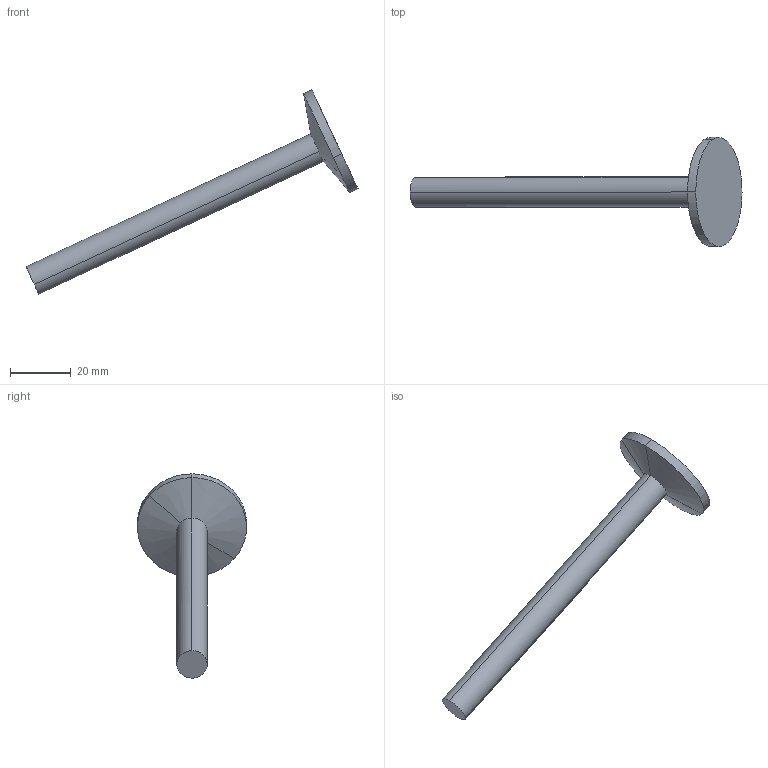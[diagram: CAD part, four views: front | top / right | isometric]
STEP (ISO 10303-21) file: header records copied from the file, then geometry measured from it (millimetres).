
FILE_DESCRIPTION(('produced by SPATIAL CORP'),'2;1');
FILE_NAME('Part26.hh.sat.stp', '2002-04-22T11:46:47+00:00',('SPATIAL CORP'),('SPATIAL CORP'), 'ACIS STEP Husk','http://www.spatial.com','SPATIAL CORP');
FILE_SCHEMA(('CONFIG_CONTROL_DESIGN'));
Length unit declared in the file: millimetre
Products named in the file (1): PRODUCT_ID_1
Bounding box: 109.41 x 35.96 x 67.33 mm (x, y, z)
Volume: 12789.3 mm3; surface area: 5660.7 mm2
Topology: 1 solids, 1 shells, 11 faces, 25 edges, 16 vertices
Faces by surface type: cylinder 6, cone 3, plane 2
Entity records: 355 total; most frequent: CARTESIAN_POINT 97, ORIENTED_EDGE 50, EDGE_CURVE 25, VERTEX_POINT 16, DIRECTION 16, EDGE_LOOP 11, FACE_BOUND 11, ADVANCED_FACE 11
